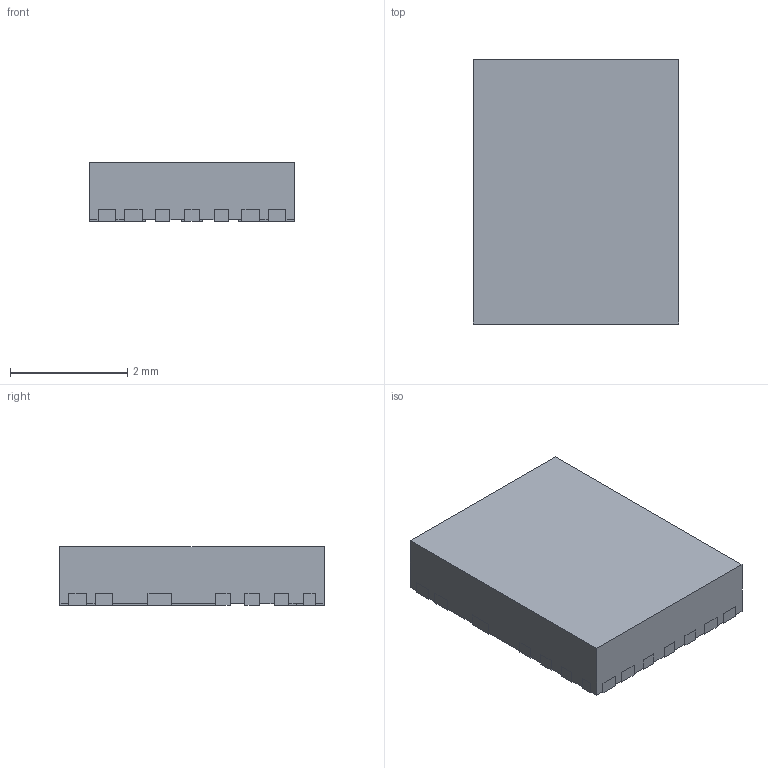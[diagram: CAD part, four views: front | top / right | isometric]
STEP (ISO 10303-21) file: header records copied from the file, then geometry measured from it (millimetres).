
FILE_DESCRIPTION((''),'2;1');
FILE_NAME('RPH0016B_ASM','2021-08-24T19:52:56',('a0414801'),(''),'CREO PARAMETRIC BY PTC INC, 2018500','CREO PARAMETRIC BY PTC INC, 2018500','');
FILE_SCHEMA(('AUTOMOTIVE_DESIGN { 1 0 10303 214 1 1 1 1 }'));
Length unit declared in the file: millimetre
Products named in the file (3): FRAME; BODY; RPH0016B_ASM
Assembly tree (2 placements, depth 2):
  RPH0016B_ASM
    FRAME
    BODY
Bounding box: 3.5 x 4.5 x 1 mm (x, y, z)
Volume: 15.5 mm3; surface area: 69.9 mm2
Topology: 17 solids, 17 shells, 232 faces, 594 edges, 396 vertices
Faces by surface type: plane 232
Entity records: 9138 total; most frequent: CARTESIAN_POINT 1234, ORIENTED_EDGE 1188, DIRECTION 1068, PRESENTATION_STYLE_ASSIGNMENT 638, STYLED_ITEM 612, VECTOR 594, LINE 594, CURVE_STYLE 594
